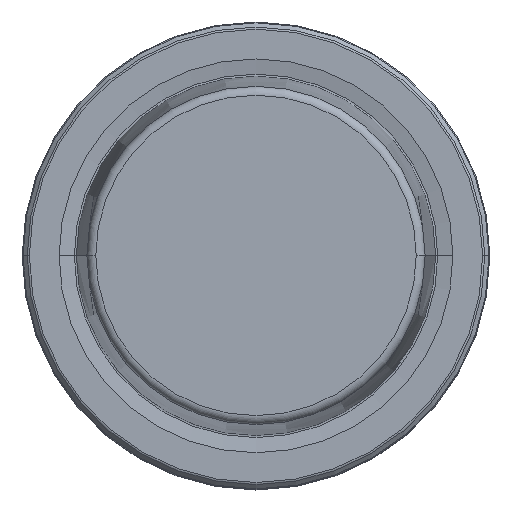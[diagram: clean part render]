
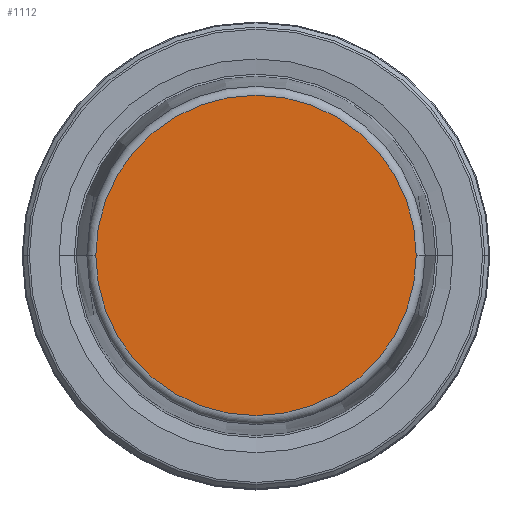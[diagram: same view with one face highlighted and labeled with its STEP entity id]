
A CAD part, top view. The second image highlights one B-rep face of the part: STEP entity #1112.
In plain terms, the highlighted planar face has unit normal (0, 0, 1).
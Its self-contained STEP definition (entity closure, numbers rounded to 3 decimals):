
#25 = DIRECTION ( 'NONE',  ( 1., 0., 0. ) ) ;
#92 = DIRECTION ( 'NONE',  ( -1., 0., 0. ) ) ;
#110 = CARTESIAN_POINT ( 'NONE',  ( 0., 0., 31.9 ) ) ;
#111 = CIRCLE ( 'NONE', #157, 21.581 ) ;
#118 = AXIS2_PLACEMENT_3D ( 'NONE', #1186, #411, #25 ) ;
#157 = AXIS2_PLACEMENT_3D ( 'NONE', #212, #799, #1090 ) ;
#173 = PLANE ( 'NONE',  #1244 ) ;
#212 = CARTESIAN_POINT ( 'NONE',  ( 0., 0., 31.9 ) ) ;
#387 = FACE_OUTER_BOUND ( 'NONE', #675, .T. ) ;
#411 = DIRECTION ( 'NONE',  ( 0., 0., 1. ) ) ;
#513 = EDGE_CURVE ( 'NONE', #695, #663, #696, .T. ) ;
#549 = ORIENTED_EDGE ( 'NONE', *, *, #513, .T. ) ;
#579 = DIRECTION ( 'NONE',  ( 0., 0., -1. ) ) ;
#663 = VERTEX_POINT ( 'NONE', #1157 ) ;
#675 = EDGE_LOOP ( 'NONE', ( #549, #1006 ) ) ;
#695 = VERTEX_POINT ( 'NONE', #774 ) ;
#696 = CIRCLE ( 'NONE', #118, 21.581 ) ;
#774 = CARTESIAN_POINT ( 'NONE',  ( 21.581, 0., 31.9 ) ) ;
#799 = DIRECTION ( 'NONE',  ( 0., 0., 1. ) ) ;
#824 = EDGE_CURVE ( 'NONE', #663, #695, #111, .T. ) ;
#1006 = ORIENTED_EDGE ( 'NONE', *, *, #824, .T. ) ;
#1090 = DIRECTION ( 'NONE',  ( 1., 0., 0. ) ) ;
#1112 = ADVANCED_FACE ( 'NONE', ( #387 ), #173, .F. ) ;
#1157 = CARTESIAN_POINT ( 'NONE',  ( -21.581, 0., 31.9 ) ) ;
#1186 = CARTESIAN_POINT ( 'NONE',  ( 0., 0., 31.9 ) ) ;
#1244 = AXIS2_PLACEMENT_3D ( 'NONE', #110, #579, #92 ) ;
